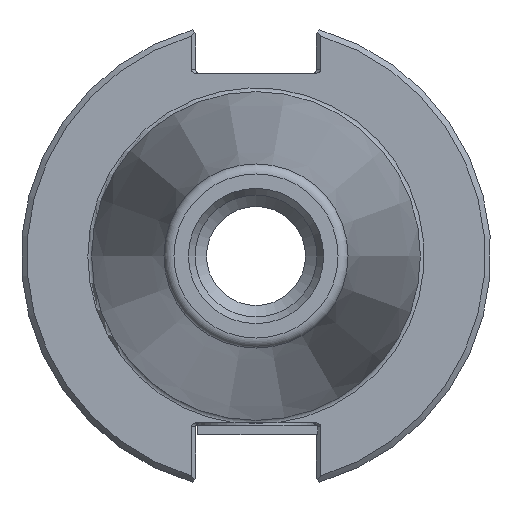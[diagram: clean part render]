
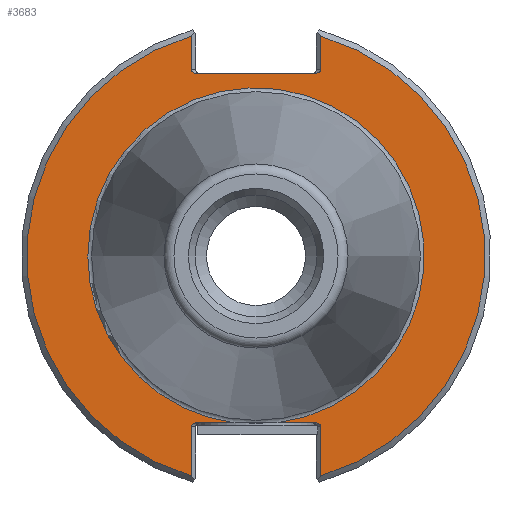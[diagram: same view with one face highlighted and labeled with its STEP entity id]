
A CAD part, left-side view. The second image highlights one B-rep face of the part: STEP entity #3683.
In plain terms, the highlighted planar face has unit normal (-1, 0, 0).
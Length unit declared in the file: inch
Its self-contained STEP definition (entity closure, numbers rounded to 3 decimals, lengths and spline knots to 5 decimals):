
#242=CARTESIAN_POINT('',(0.125,-0.31672,-0.888));
#243=VERTEX_POINT('',#242);
#250=CARTESIAN_POINT('',(0.125,-0.11172,-0.888));
#251=VERTEX_POINT('',#250);
#252=CARTESIAN_POINT('',(0.125,-0.31672,-0.888));
#253=DIRECTION('',(0.0,1.0,0.0));
#254=VECTOR('',#253,0.205);
#255=LINE('',#252,#254);
#256=EDGE_CURVE('',#243,#251,#255,.T.);
#258=CARTESIAN_POINT('',(0.125,0.11172,-0.888));
#259=VERTEX_POINT('',#258);
#274=CARTESIAN_POINT('',(0.125,0.31672,-0.888));
#275=VERTEX_POINT('',#274);
#276=CARTESIAN_POINT('',(0.125,0.11172,-0.888));
#277=DIRECTION('',(0.0,1.0,0.0));
#278=VECTOR('',#277,0.205);
#279=LINE('',#276,#278);
#280=EDGE_CURVE('',#259,#275,#279,.T.);
#722=CARTESIAN_POINT('',(0.125,-0.345,-0.908));
#723=VERTEX_POINT('',#722);
#730=CARTESIAN_POINT('',(0.125,-0.31672,-0.908));
#731=DIRECTION('',(-1.0,0.0,0.0));
#732=DIRECTION('',(0.0,-1.0,0.0));
#733=AXIS2_PLACEMENT_3D('',#730,#731,#732);
#734=ELLIPSE('',#733,0.02828,0.02);
#735=EDGE_CURVE('',#723,#243,#734,.T.);
#765=CARTESIAN_POINT('',(0.125,-0.345,-1.1702));
#766=VERTEX_POINT('',#765);
#773=CARTESIAN_POINT('',(0.125,-0.345,-1.1702));
#774=DIRECTION('',(0.0,0.0,1.0));
#775=VECTOR('',#774,0.2622);
#776=LINE('',#773,#775);
#777=EDGE_CURVE('',#766,#723,#776,.T.);
#3002=CARTESIAN_POINT('',(0.125,0.345,0.992));
#3003=VERTEX_POINT('',#3002);
#3010=CARTESIAN_POINT('',(0.125,0.31672,0.972));
#3011=VERTEX_POINT('',#3010);
#3012=CARTESIAN_POINT('',(0.125,0.31672,0.992));
#3013=DIRECTION('',(-1.0,0.0,0.0));
#3014=DIRECTION('',(0.0,1.0,0.0));
#3015=AXIS2_PLACEMENT_3D('',#3012,#3013,#3014);
#3016=ELLIPSE('',#3015,0.02828,0.02);
#3017=EDGE_CURVE('',#3003,#3011,#3016,.T.);
#3092=CARTESIAN_POINT('',(0.125,0.345,1.1702));
#3093=VERTEX_POINT('',#3092);
#3100=CARTESIAN_POINT('',(0.125,0.345,1.1702));
#3101=DIRECTION('',(0.0,0.0,-1.0));
#3102=VECTOR('',#3101,0.1782);
#3103=LINE('',#3100,#3102);
#3104=EDGE_CURVE('',#3093,#3003,#3103,.T.);
#3187=CARTESIAN_POINT('',(0.125,-0.31672,0.972));
#3188=VERTEX_POINT('',#3187);
#3195=CARTESIAN_POINT('',(0.125,-0.345,0.992));
#3196=VERTEX_POINT('',#3195);
#3197=CARTESIAN_POINT('',(0.125,-0.31672,0.992));
#3198=DIRECTION('',(-1.0,0.0,0.0));
#3199=DIRECTION('',(0.0,-1.0,0.0));
#3200=AXIS2_PLACEMENT_3D('',#3197,#3198,#3199);
#3201=ELLIPSE('',#3200,0.02828,0.02);
#3202=EDGE_CURVE('',#3188,#3196,#3201,.T.);
#3245=CARTESIAN_POINT('',(0.125,-0.345,1.1702));
#3246=VERTEX_POINT('',#3245);
#3247=CARTESIAN_POINT('',(0.125,-0.345,0.992));
#3248=DIRECTION('',(0.0,0.0,1.0));
#3249=VECTOR('',#3248,0.1782);
#3250=LINE('',#3247,#3249);
#3251=EDGE_CURVE('',#3196,#3246,#3250,.T.);
#3352=CARTESIAN_POINT('',(0.125,0.345,-0.908));
#3353=VERTEX_POINT('',#3352);
#3354=CARTESIAN_POINT('',(0.125,0.31672,-0.908));
#3355=DIRECTION('',(-1.0,0.0,0.0));
#3356=DIRECTION('',(0.0,1.0,0.0));
#3357=AXIS2_PLACEMENT_3D('',#3354,#3355,#3356);
#3358=ELLIPSE('',#3357,0.02828,0.02);
#3359=EDGE_CURVE('',#275,#3353,#3358,.T.);
#3402=CARTESIAN_POINT('',(0.125,0.345,-1.1702));
#3403=VERTEX_POINT('',#3402);
#3404=CARTESIAN_POINT('',(0.125,0.345,-0.908));
#3405=DIRECTION('',(0.0,0.0,-1.0));
#3406=VECTOR('',#3405,0.2622);
#3407=LINE('',#3404,#3406);
#3408=EDGE_CURVE('',#3353,#3403,#3407,.T.);
#3475=CARTESIAN_POINT('',(0.125,0.31672,0.972));
#3476=DIRECTION('',(0.0,-1.0,0.0));
#3477=VECTOR('',#3476,0.63343);
#3478=LINE('',#3475,#3477);
#3479=EDGE_CURVE('',#3011,#3188,#3478,.T.);
#3629=CARTESIAN_POINT('',(0.125,0.,0.0));
#3630=DIRECTION('',(-1.0,0.0,0.0));
#3631=DIRECTION('',(0.0,-1.0,0.0));
#3632=AXIS2_PLACEMENT_3D('',#3629,#3630,#3631);
#3633=CIRCLE('',#3632,0.895);
#3634=EDGE_CURVE('',#251,#259,#3633,.T.);
#3650=CARTESIAN_POINT('',(0.125,1.0625,0.0));
#3651=DIRECTION('',(-1.0,0.0,0.0));
#3652=DIRECTION('',(0.0,0.0,1.0));
#3653=AXIS2_PLACEMENT_3D('',#3650,#3651,#3652);
#3654=PLANE('',#3653);
#3655=ORIENTED_EDGE('',*,*,#3634,.F.);
#3656=ORIENTED_EDGE('',*,*,#256,.F.);
#3657=ORIENTED_EDGE('',*,*,#735,.F.);
#3658=ORIENTED_EDGE('',*,*,#777,.F.);
#3659=CARTESIAN_POINT('',(0.125,0.,0.0));
#3660=DIRECTION('',(1.0,0.0,0.0));
#3661=DIRECTION('',(0.0,-1.0,0.0));
#3662=AXIS2_PLACEMENT_3D('',#3659,#3660,#3661);
#3663=CIRCLE('',#3662,1.22);
#3664=EDGE_CURVE('',#3246,#766,#3663,.T.);
#3665=ORIENTED_EDGE('',*,*,#3664,.F.);
#3666=ORIENTED_EDGE('',*,*,#3251,.F.);
#3667=ORIENTED_EDGE('',*,*,#3202,.F.);
#3668=ORIENTED_EDGE('',*,*,#3479,.F.);
#3669=ORIENTED_EDGE('',*,*,#3017,.F.);
#3670=ORIENTED_EDGE('',*,*,#3104,.F.);
#3671=CARTESIAN_POINT('',(0.125,0.,0.0));
#3672=DIRECTION('',(1.0,0.0,0.0));
#3673=DIRECTION('',(0.0,1.0,0.0));
#3674=AXIS2_PLACEMENT_3D('',#3671,#3672,#3673);
#3675=CIRCLE('',#3674,1.22);
#3676=EDGE_CURVE('',#3403,#3093,#3675,.T.);
#3677=ORIENTED_EDGE('',*,*,#3676,.F.);
#3678=ORIENTED_EDGE('',*,*,#3408,.F.);
#3679=ORIENTED_EDGE('',*,*,#3359,.F.);
#3680=ORIENTED_EDGE('',*,*,#280,.F.);
#3681=EDGE_LOOP('',(#3655,#3656,#3657,#3658,#3665,#3666,#3667,#3668,#3669,#3670,#3677,#3678,#3679,#3680));
#3682=FACE_OUTER_BOUND('',#3681,.T.);
#3683=ADVANCED_FACE('',(#3682),#3654,.T.);
